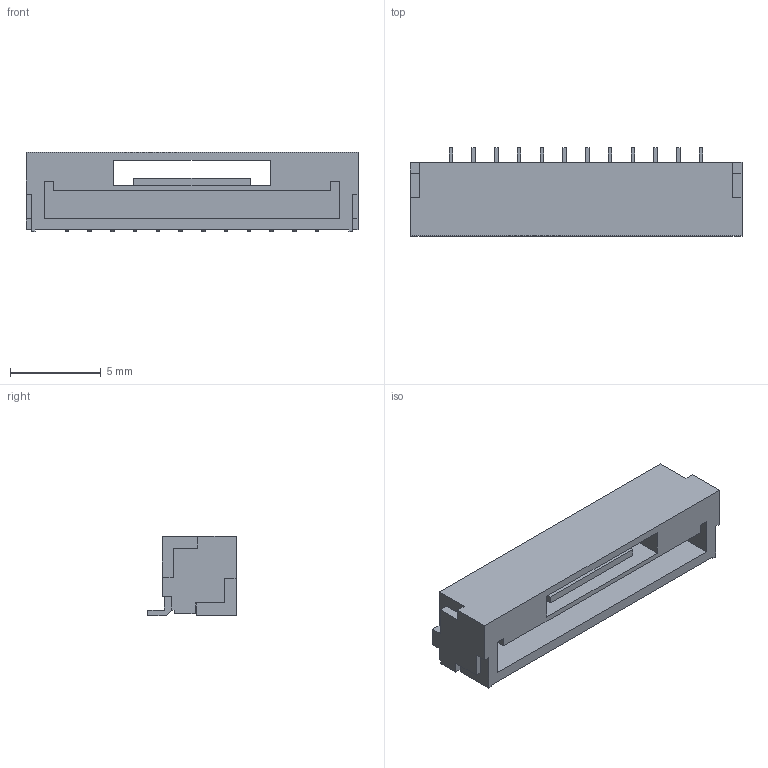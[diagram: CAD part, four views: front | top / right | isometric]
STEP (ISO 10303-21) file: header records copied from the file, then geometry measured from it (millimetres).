
FILE_DESCRIPTION(('FreeCAD Model'),'2;1');
FILE_NAME('JST_GH_SM12B-GHS-TB_12x1.25mm_Angled.STEP','2016-03-29T10:33:12',( 'Author'),(''),'Open CASCADE STEP processor 6.8','FreeCAD','Unknown' );
FILE_SCHEMA(('AUTOMOTIVE_DESIGN_CC2 { 1 2 10303 214 -1 1 5 4 }'));
Length unit declared in the file: millimetre
Products named in the file (1): SM12B-GHS
Bounding box: 18.25 x 4.85 x 4.35 mm (x, y, z)
Volume: 190 mm3; surface area: 519.2 mm2
Topology: 1 solids, 1 shells, 152 faces, 418 edges, 270 vertices
Faces by surface type: plane 152
Entity records: 11209 total; most frequent: CARTESIAN_POINT 1677, DIRECTION 1560, LINE 1254, VECTOR 1254, ORIENTED_EDGE 836, PCURVE 836, DEFINITIONAL_REPRESENTATION 836, EDGE_CURVE 418
